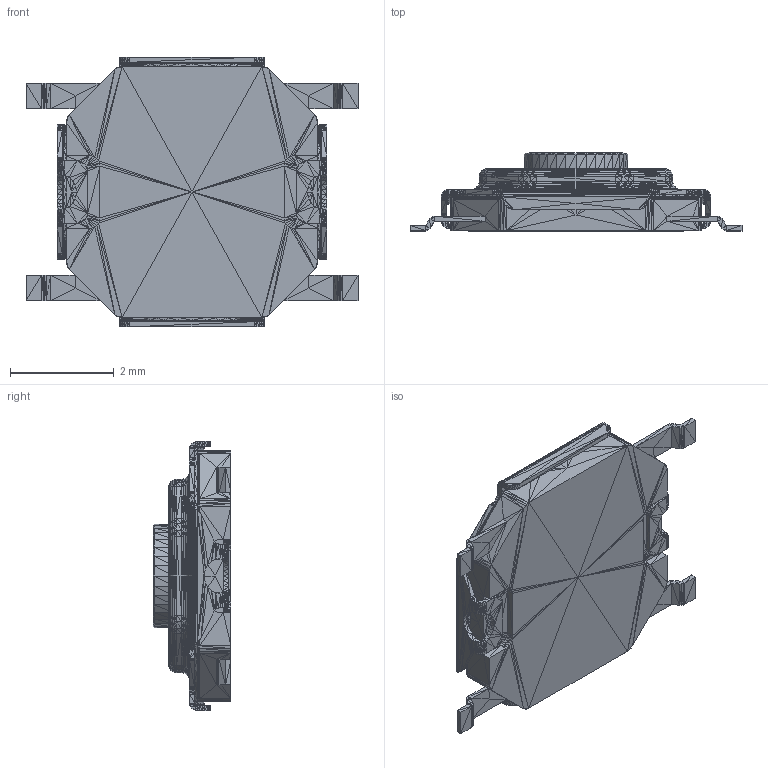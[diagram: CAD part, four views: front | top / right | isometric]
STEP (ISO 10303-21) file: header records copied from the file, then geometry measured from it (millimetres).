
FILE_DESCRIPTION(/* description */ (''),/* implementation_level */ '2;1');
FILE_NAME(/* name */ 'AB2_PB_MOM_5.2MM_SMD v1.step',/* time_stamp */ '2021-10-03T20:40:55+08:00',/* author */ (''),/* organization */ (''),/* preprocessor_version */ 'ST-DEVELOPER v18.1',/* originating_system */ 'Autodesk Translation Framework v10.10.0.1391',/* authorisation */ '');
FILE_SCHEMA (('AUTOMOTIVE_DESIGN { 1 0 10303 214 3 1 1 }'));
Products named in the file (1): AB2_PB_MOM_5.2MM_SMD
Bounding box: 6.4 x 1.5 x 5.2 mm (x, y, z)
Volume: 23.4 mm3; surface area: 82.9 mm2
Topology: 1 solids, 1 shells, 4192 faces, 6288 edges, 2082 vertices
Faces by surface type: plane 4192
Entity records: 81757 total; most frequent: DIRECTION 14674, ORIENTED_EDGE 12576, CARTESIAN_POINT 12563, LINE 6288, VECTOR 6288, EDGE_CURVE 6288, AXIS2_PLACEMENT_3D 4193, FACE_OUTER_BOUND 4192
